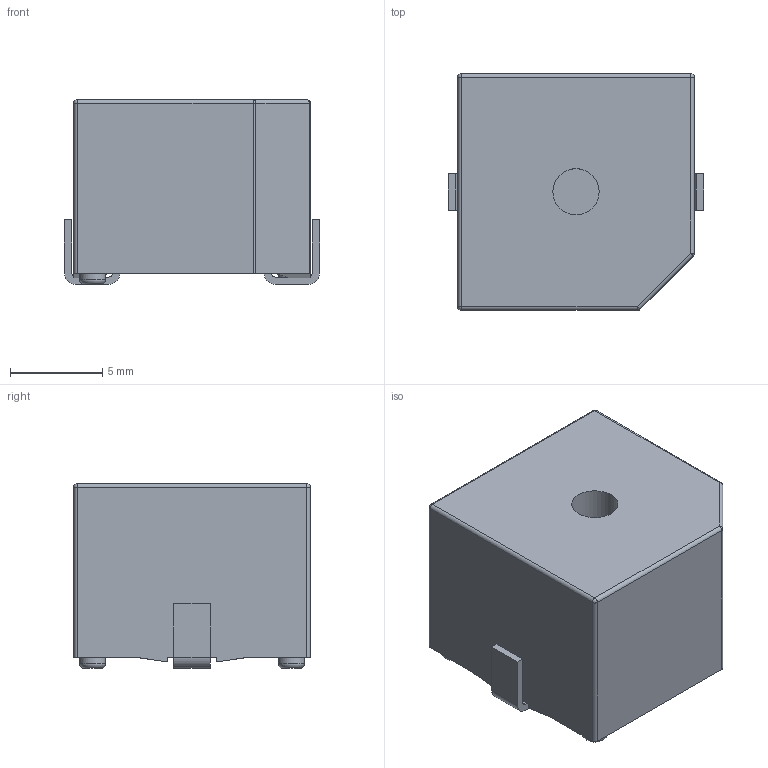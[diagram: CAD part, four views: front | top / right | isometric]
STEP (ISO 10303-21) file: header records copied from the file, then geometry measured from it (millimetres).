
FILE_DESCRIPTION(/* description */ (''),/* implementation_level */ '2;1');
FILE_NAME(/* name */ 'CUI - CT-1205H-SMT-TR.step',/* time_stamp */ '2020-04-17T14:25:12+01:00',/* author */ (''),/* organization */ (''),/* preprocessor_version */ 'ST-DEVELOPER v18.1',/* originating_system */ 'Autodesk Translation Framework v9.2.0.1227',/* authorisation */ '');
FILE_SCHEMA (('AUTOMOTIVE_DESIGN { 1 0 10303 214 3 1 1 }'));
Length unit declared in the file: millimetre
Products named in the file (1): CUI - CT-1205H-SMT-TR
Bounding box: 13.8 x 12.8 x 10 mm (x, y, z)
Volume: 1482.7 mm3; surface area: 867.6 mm2
Topology: 1 solids, 1 shells, 72 faces, 186 edges, 122 vertices
Faces by surface type: plane 41, cylinder 23, sphere 5, torus 3
Full cylindrical faces by diameter (mm): 1.4 x3, 2.5 x1, 10.75 x1
Entity records: 2304 total; most frequent: DIRECTION 404, CARTESIAN_POINT 381, ORIENTED_EDGE 372, EDGE_CURVE 186, AXIS2_PLACEMENT_3D 145, VERTEX_POINT 122, LINE 114, VECTOR 114
